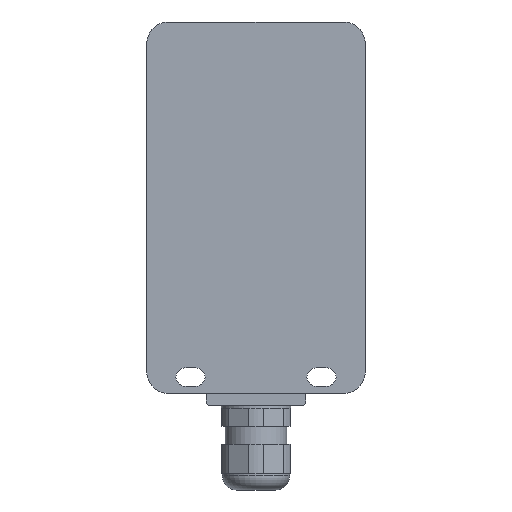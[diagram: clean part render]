
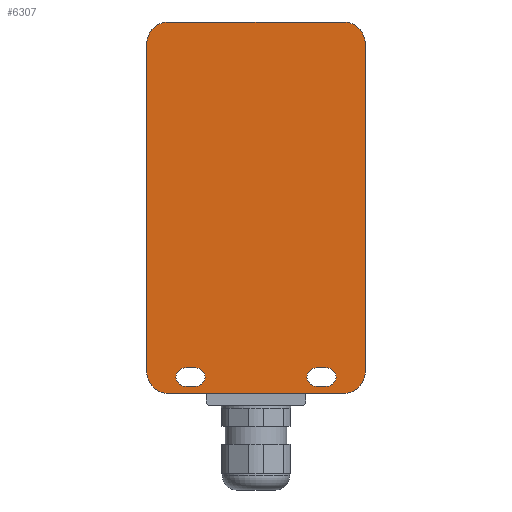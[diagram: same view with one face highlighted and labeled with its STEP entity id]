
A CAD part, front view. The second image highlights one B-rep face of the part: STEP entity #6307.
In plain terms, the highlighted planar face has unit normal (0, -1, 0).
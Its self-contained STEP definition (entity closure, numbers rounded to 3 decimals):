
#53=FACE_BOUND($,#1159,.T.);
#54=FACE_BOUND($,#1160,.T.);
#264=CIRCLE($,#6807,6.);
#265=CIRCLE($,#6808,6.);
#266=CIRCLE($,#6809,6.);
#267=CIRCLE($,#6810,6.);
#268=CIRCLE($,#6811,2.5);
#269=CIRCLE($,#6812,2.5);
#270=CIRCLE($,#6813,2.5);
#271=CIRCLE($,#6814,2.5);
#748=FACE_OUTER_BOUND($,#1158,.T.);
#1158=EDGE_LOOP($,(#4780,#4781,#4782,#4783,#4784,#4785,#4786,#4787));
#1159=EDGE_LOOP($,(#4788,#4789,#4790,#4791));
#1160=EDGE_LOOP($,(#4792,#4793,#4794,#4795));
#1750=LINE($,#10225,#2286);
#1751=LINE($,#10229,#2287);
#1752=LINE($,#10233,#2288);
#1753=LINE($,#10236,#2289);
#1754=LINE($,#10241,#2290);
#1755=LINE($,#10244,#2291);
#1756=LINE($,#10249,#2292);
#1757=LINE($,#10252,#2293);
#2286=VECTOR($,#7973,48.);
#2287=VECTOR($,#7976,90.);
#2288=VECTOR($,#7979,48.);
#2289=VECTOR($,#7982,90.);
#2290=VECTOR($,#7985,3.);
#2291=VECTOR($,#7988,3.);
#2292=VECTOR($,#7991,3.);
#2293=VECTOR($,#7994,3.);
#2895=VERTEX_POINT($,#10221);
#2896=VERTEX_POINT($,#10222);
#2897=VERTEX_POINT($,#10224);
#2898=VERTEX_POINT($,#10226);
#2899=VERTEX_POINT($,#10228);
#2900=VERTEX_POINT($,#10230);
#2901=VERTEX_POINT($,#10232);
#2902=VERTEX_POINT($,#10234);
#2903=VERTEX_POINT($,#10237);
#2904=VERTEX_POINT($,#10238);
#2905=VERTEX_POINT($,#10240);
#2906=VERTEX_POINT($,#10242);
#2907=VERTEX_POINT($,#10245);
#2908=VERTEX_POINT($,#10246);
#2909=VERTEX_POINT($,#10248);
#2910=VERTEX_POINT($,#10250);
#3621=EDGE_CURVE($,#2895,#2896,#264,.T.);
#3622=EDGE_CURVE($,#2897,#2895,#1750,.T.);
#3623=EDGE_CURVE($,#2898,#2897,#265,.T.);
#3624=EDGE_CURVE($,#2899,#2898,#1751,.T.);
#3625=EDGE_CURVE($,#2900,#2899,#266,.T.);
#3626=EDGE_CURVE($,#2901,#2900,#1752,.T.);
#3627=EDGE_CURVE($,#2902,#2901,#267,.T.);
#3628=EDGE_CURVE($,#2896,#2902,#1753,.T.);
#3629=EDGE_CURVE($,#2903,#2904,#268,.T.);
#3630=EDGE_CURVE($,#2904,#2905,#1754,.T.);
#3631=EDGE_CURVE($,#2905,#2906,#269,.T.);
#3632=EDGE_CURVE($,#2906,#2903,#1755,.T.);
#3633=EDGE_CURVE($,#2907,#2908,#270,.T.);
#3634=EDGE_CURVE($,#2908,#2909,#1756,.T.);
#3635=EDGE_CURVE($,#2909,#2910,#271,.T.);
#3636=EDGE_CURVE($,#2910,#2907,#1757,.T.);
#4780=ORIENTED_EDGE($,*,*,#3621,.F.);
#4781=ORIENTED_EDGE($,*,*,#3622,.F.);
#4782=ORIENTED_EDGE($,*,*,#3623,.F.);
#4783=ORIENTED_EDGE($,*,*,#3624,.F.);
#4784=ORIENTED_EDGE($,*,*,#3625,.F.);
#4785=ORIENTED_EDGE($,*,*,#3626,.F.);
#4786=ORIENTED_EDGE($,*,*,#3627,.F.);
#4787=ORIENTED_EDGE($,*,*,#3628,.F.);
#4788=ORIENTED_EDGE($,*,*,#3629,.T.);
#4789=ORIENTED_EDGE($,*,*,#3630,.T.);
#4790=ORIENTED_EDGE($,*,*,#3631,.T.);
#4791=ORIENTED_EDGE($,*,*,#3632,.T.);
#4792=ORIENTED_EDGE($,*,*,#3633,.T.);
#4793=ORIENTED_EDGE($,*,*,#3634,.T.);
#4794=ORIENTED_EDGE($,*,*,#3635,.T.);
#4795=ORIENTED_EDGE($,*,*,#3636,.T.);
#6041=PLANE($,#6806);
#6307=ADVANCED_FACE($,(#748,#53,#54),#6041,.F.);
#6806=AXIS2_PLACEMENT_3D($,#10220,#7969,#7970);
#6807=AXIS2_PLACEMENT_3D($,#10223,#7971,#7972);
#6808=AXIS2_PLACEMENT_3D($,#10227,#7974,#7975);
#6809=AXIS2_PLACEMENT_3D($,#10231,#7977,#7978);
#6810=AXIS2_PLACEMENT_3D($,#10235,#7980,#7981);
#6811=AXIS2_PLACEMENT_3D($,#10239,#7983,#7984);
#6812=AXIS2_PLACEMENT_3D($,#10243,#7986,#7987);
#6813=AXIS2_PLACEMENT_3D($,#10247,#7989,#7990);
#6814=AXIS2_PLACEMENT_3D($,#10251,#7992,#7993);
#7969=DIRECTION('center_axis',(0.,1.,0.));
#7970=DIRECTION('ref_axis',(0.,0.,1.));
#7971=DIRECTION('center_axis',(0.,1.,0.));
#7972=DIRECTION('ref_axis',(1.,0.,0.));
#7973=DIRECTION($,(-1.,0.,0.));
#7974=DIRECTION('center_axis',(0.,1.,0.));
#7975=DIRECTION('ref_axis',(1.,0.,0.));
#7976=DIRECTION($,(0.,0.,-1.));
#7977=DIRECTION('center_axis',(0.,1.,0.));
#7978=DIRECTION('ref_axis',(1.,0.,0.));
#7979=DIRECTION($,(1.,0.,0.));
#7980=DIRECTION('center_axis',(0.,1.,0.));
#7981=DIRECTION('ref_axis',(1.,0.,0.));
#7982=DIRECTION($,(0.,0.,1.));
#7983=DIRECTION('center_axis',(0.,1.,0.));
#7984=DIRECTION('ref_axis',(1.,0.,0.));
#7985=DIRECTION($,(1.,0.,0.));
#7986=DIRECTION('center_axis',(0.,1.,0.));
#7987=DIRECTION('ref_axis',(1.,0.,0.));
#7988=DIRECTION($,(-1.,0.,0.));
#7989=DIRECTION('center_axis',(0.,1.,0.));
#7990=DIRECTION('ref_axis',(1.,0.,0.));
#7991=DIRECTION($,(1.,0.,0.));
#7992=DIRECTION('center_axis',(0.,1.,0.));
#7993=DIRECTION('ref_axis',(1.,0.,0.));
#7994=DIRECTION($,(-1.,0.,0.));
#10220=CARTESIAN_POINT('Origin',(6.,0.,6.));
#10221=CARTESIAN_POINT('',(6.,0.,0.));
#10222=CARTESIAN_POINT('',(0.,0.,6.));
#10223=CARTESIAN_POINT('Origin',(6.,0.,6.));
#10224=CARTESIAN_POINT('',(54.,0.,0.));
#10225=CARTESIAN_POINT($,(54.,0.,0.));
#10226=CARTESIAN_POINT('',(60.,0.,6.));
#10227=CARTESIAN_POINT('Origin',(54.,0.,6.));
#10228=CARTESIAN_POINT('',(60.,0.,96.));
#10229=CARTESIAN_POINT($,(60.,0.,96.));
#10230=CARTESIAN_POINT('',(54.,0.,102.));
#10231=CARTESIAN_POINT('Origin',(54.,0.,96.));
#10232=CARTESIAN_POINT('',(6.,0.,102.));
#10233=CARTESIAN_POINT($,(6.,0.,102.));
#10234=CARTESIAN_POINT('',(0.,0.,96.));
#10235=CARTESIAN_POINT('Origin',(6.,0.,96.));
#10236=CARTESIAN_POINT($,(0.,0.,6.));
#10237=CARTESIAN_POINT('',(46.5,0.,2.));
#10238=CARTESIAN_POINT('',(46.5,0.,7.));
#10239=CARTESIAN_POINT('Origin',(46.5,0.,4.5));
#10240=CARTESIAN_POINT('',(49.5,0.,7.));
#10241=CARTESIAN_POINT($,(46.5,0.,7.));
#10242=CARTESIAN_POINT('',(49.5,0.,2.));
#10243=CARTESIAN_POINT('Origin',(49.5,0.,4.5));
#10244=CARTESIAN_POINT($,(49.5,0.,2.));
#10245=CARTESIAN_POINT('',(10.5,0.,2.));
#10246=CARTESIAN_POINT('',(10.5,0.,7.));
#10247=CARTESIAN_POINT('Origin',(10.5,0.,4.5));
#10248=CARTESIAN_POINT('',(13.5,0.,7.));
#10249=CARTESIAN_POINT($,(10.5,0.,7.));
#10250=CARTESIAN_POINT('',(13.5,0.,2.));
#10251=CARTESIAN_POINT('Origin',(13.5,0.,4.5));
#10252=CARTESIAN_POINT($,(13.5,0.,2.));
